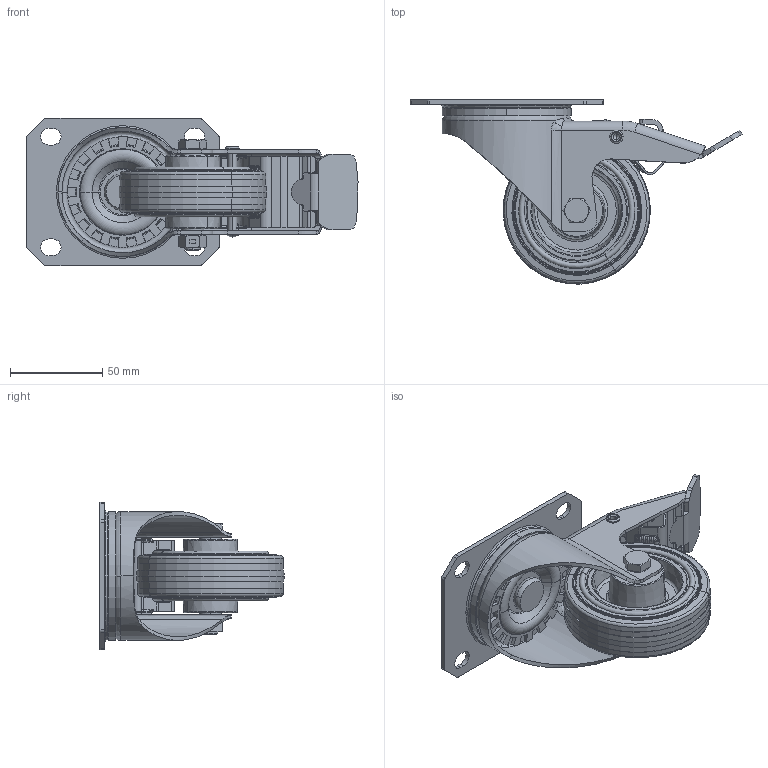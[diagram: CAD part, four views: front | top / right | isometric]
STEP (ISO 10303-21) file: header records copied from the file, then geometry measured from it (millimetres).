
FILE_DESCRIPTION (( 'STEP AP214' ), '1' );
FILE_NAME ('0056361.step', '2023-12-11T12:46:30', ( '' ), ( '' ), 'SwSTEP 2.0', 'SolidWorks 2020', '' );
FILE_SCHEMA (( 'AUTOMOTIVE_DESIGN' ));
Length unit declared in the file: millimetre
Products named in the file (1): 0056361
Bounding box: 180.21 x 99.96 x 80 mm (x, y, z)
Volume: 194201.4 mm3; surface area: 114666.5 mm2
Topology: 11 solids, 11 shells, 1300 faces, 3325 edges, 2060 vertices
Faces by surface type: plane 419, cylinder 376, bspline 222, torus 179, cone 100, sphere 4
Entity records: 65246 total; most frequent: CARTESIAN_POINT 20465, ORIENTED_EDGE 6618, DIRECTION 6142, EDGE_CURVE 3309, AXIS2_PLACEMENT_3D 2418, VERTEX_POINT 2060, EDGE_LOOP 1371, CIRCLE 1339
